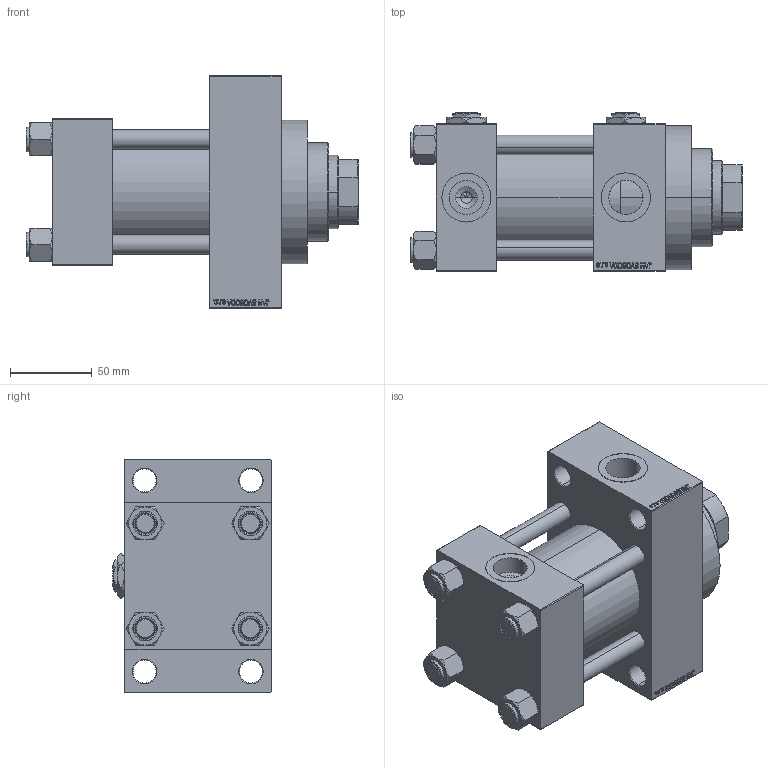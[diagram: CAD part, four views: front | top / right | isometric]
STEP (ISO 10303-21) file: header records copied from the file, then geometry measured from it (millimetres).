
FILE_DESCRIPTION (( 'STEP AP203' ), '1' );
FILE_NAME ('1c1b.STEP', '2022-04-16T00:45:00', ( '' ), ( '' ), 'SwSTEP 2.0', 'SolidWorks 2019', '' );
FILE_SCHEMA (( 'CONFIG_CONTROL_DESIGN' ));
Length unit declared in the file: millimetre
Products named in the file (7): Zatka_pro_OIL_PORT 7e944547c249a03cd99a576fb6b79b33; V215CR_VCP_D 7e944547c249a03cd99a576fb6b79b33; 1c1b; NUT_M5_D 7e944547c249a03cd99a576fb6b79b33; V215_VC_A 7e944547c249a03cd99a576fb6b79b33; V215CR_D_Body 7e944547c249a03cd99a576fb6b79b33; V215CR_D_TYCINKA 7e944547c249a03cd99a576fb6b79b33
Assembly tree (13 placements, depth 2):
  1c1b
    V215CR_D_Body 7e944547c249a03cd99a576fb6b79b33
    V215CR_VCP_D 7e944547c249a03cd99a576fb6b79b33
    NUT_M5_D 7e944547c249a03cd99a576fb6b79b33  x4
    V215CR_D_TYCINKA 7e944547c249a03cd99a576fb6b79b33  x4
    V215_VC_A 7e944547c249a03cd99a576fb6b79b33
    Zatka_pro_OIL_PORT 7e944547c249a03cd99a576fb6b79b33  x2
Bounding box: 203 x 97 x 142 mm (x, y, z)
Volume: 1153985.9 mm3; surface area: 217011.7 mm2
Topology: 13 solids, 13 shells, 1203 faces, 2984 edges, 1922 vertices
Faces by surface type: plane 544, bspline 368, cone 186, cylinder 97, torus 8
Entity records: 49269 total; most frequent: CARTESIAN_POINT 25724, ORIENTED_EDGE 5268, DIRECTION 3440, EDGE_CURVE 2634, VERTEX_POINT 1720, LINE 1552, VECTOR 1552, EDGE_LOOP 1178
